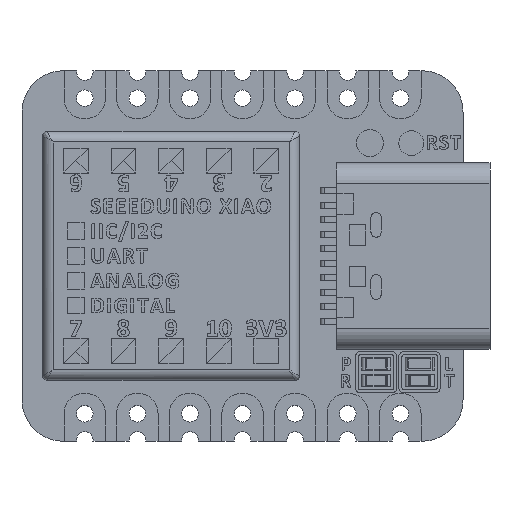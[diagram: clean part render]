
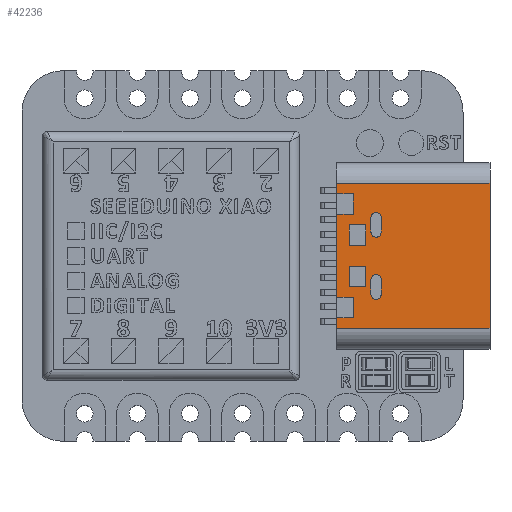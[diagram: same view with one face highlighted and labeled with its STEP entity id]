
A CAD part, top view. The second image highlights one B-rep face of the part: STEP entity #42236.
In plain terms, the highlighted face is planar.
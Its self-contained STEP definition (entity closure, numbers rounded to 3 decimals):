
#3217=FACE_BOUND('',#9261,.T.);
#3218=FACE_BOUND('',#9262,.T.);
#3219=FACE_BOUND('',#9263,.T.);
#3220=FACE_BOUND('',#9264,.T.);
#4686=CIRCLE('',#43774,0.25);
#4687=CIRCLE('',#43775,0.25);
#4688=CIRCLE('',#43776,0.25);
#4689=CIRCLE('',#43777,0.25);
#6810=FACE_OUTER_BOUND('',#9260,.T.);
#9260=EDGE_LOOP('',(#38354,#38355,#38356,#38357,#38358,#38359,#38360,#38361,
#38362,#38363,#38364,#38365));
#9261=EDGE_LOOP('',(#38366,#38367,#38368,#38369));
#9262=EDGE_LOOP('',(#38370,#38371,#38372,#38373));
#9263=EDGE_LOOP('',(#38374,#38375,#38376,#38377));
#9264=EDGE_LOOP('',(#38378,#38379,#38380,#38381));
#12881=LINE('',#116113,#16631);
#12886=LINE('',#116126,#16636);
#12890=LINE('',#116136,#16640);
#12896=LINE('',#116151,#16646);
#12898=LINE('',#116158,#16648);
#12900=LINE('',#116162,#16650);
#12901=LINE('',#116164,#16651);
#12902=LINE('',#116165,#16652);
#12903=LINE('',#116167,#16653);
#12904=LINE('',#116169,#16654);
#12905=LINE('',#116170,#16655);
#12906=LINE('',#116171,#16656);
#12907=LINE('',#116176,#16657);
#12908=LINE('',#116179,#16658);
#12909=LINE('',#116182,#16659);
#12910=LINE('',#116184,#16660);
#12911=LINE('',#116186,#16661);
#12912=LINE('',#116187,#16662);
#12913=LINE('',#116192,#16663);
#12914=LINE('',#116195,#16664);
#12915=LINE('',#116198,#16665);
#12916=LINE('',#116200,#16666);
#12917=LINE('',#116202,#16667);
#12918=LINE('',#116203,#16668);
#16631=VECTOR('',#50169,1000.);
#16636=VECTOR('',#50178,1000.);
#16640=VECTOR('',#50188,1000.);
#16646=VECTOR('',#50200,1000.);
#16648=VECTOR('',#50208,1000.);
#16650=VECTOR('',#50212,1000.);
#16651=VECTOR('',#50213,1000.);
#16652=VECTOR('',#50214,1000.);
#16653=VECTOR('',#50215,1000.);
#16654=VECTOR('',#50216,1000.);
#16655=VECTOR('',#50217,1000.);
#16656=VECTOR('',#50218,1000.);
#16657=VECTOR('',#50221,1000.);
#16658=VECTOR('',#50224,1000.);
#16659=VECTOR('',#50225,1000.);
#16660=VECTOR('',#50226,1000.);
#16661=VECTOR('',#50227,1000.);
#16662=VECTOR('',#50228,1000.);
#16663=VECTOR('',#50231,1000.);
#16664=VECTOR('',#50234,1000.);
#16665=VECTOR('',#50235,1000.);
#16666=VECTOR('',#50236,1000.);
#16667=VECTOR('',#50237,1000.);
#16668=VECTOR('',#50238,1000.);
#20747=VERTEX_POINT('',#116110);
#20748=VERTEX_POINT('',#116112);
#20753=VERTEX_POINT('',#116123);
#20754=VERTEX_POINT('',#116125);
#20756=VERTEX_POINT('',#116134);
#20757=VERTEX_POINT('',#116135);
#20761=VERTEX_POINT('',#116144);
#20763=VERTEX_POINT('',#116149);
#20766=VERTEX_POINT('',#116161);
#20767=VERTEX_POINT('',#116163);
#20768=VERTEX_POINT('',#116166);
#20769=VERTEX_POINT('',#116168);
#20770=VERTEX_POINT('',#116172);
#20771=VERTEX_POINT('',#116173);
#20772=VERTEX_POINT('',#116175);
#20773=VERTEX_POINT('',#116177);
#20774=VERTEX_POINT('',#116180);
#20775=VERTEX_POINT('',#116181);
#20776=VERTEX_POINT('',#116183);
#20777=VERTEX_POINT('',#116185);
#20778=VERTEX_POINT('',#116188);
#20779=VERTEX_POINT('',#116189);
#20780=VERTEX_POINT('',#116191);
#20781=VERTEX_POINT('',#116193);
#20782=VERTEX_POINT('',#116196);
#20783=VERTEX_POINT('',#116197);
#20784=VERTEX_POINT('',#116199);
#20785=VERTEX_POINT('',#116201);
#26662=EDGE_CURVE('',#20747,#20748,#12881,.T.);
#26669=EDGE_CURVE('',#20753,#20754,#12886,.T.);
#26674=EDGE_CURVE('',#20756,#20757,#12890,.T.);
#26682=EDGE_CURVE('',#20761,#20763,#12896,.T.);
#26686=EDGE_CURVE('',#20747,#20761,#12898,.T.);
#26688=EDGE_CURVE('',#20766,#20753,#12900,.T.);
#26689=EDGE_CURVE('',#20767,#20766,#12901,.T.);
#26690=EDGE_CURVE('',#20757,#20767,#12902,.T.);
#26691=EDGE_CURVE('',#20768,#20756,#12903,.T.);
#26692=EDGE_CURVE('',#20769,#20768,#12904,.T.);
#26693=EDGE_CURVE('',#20748,#20769,#12905,.T.);
#26694=EDGE_CURVE('',#20754,#20763,#12906,.T.);
#26695=EDGE_CURVE('',#20770,#20771,#4686,.T.);
#26696=EDGE_CURVE('',#20772,#20770,#12907,.T.);
#26697=EDGE_CURVE('',#20773,#20772,#4687,.T.);
#26698=EDGE_CURVE('',#20771,#20773,#12908,.T.);
#26699=EDGE_CURVE('',#20774,#20775,#12909,.T.);
#26700=EDGE_CURVE('',#20776,#20774,#12910,.T.);
#26701=EDGE_CURVE('',#20777,#20776,#12911,.T.);
#26702=EDGE_CURVE('',#20775,#20777,#12912,.T.);
#26703=EDGE_CURVE('',#20778,#20779,#4688,.T.);
#26704=EDGE_CURVE('',#20780,#20778,#12913,.T.);
#26705=EDGE_CURVE('',#20781,#20780,#4689,.T.);
#26706=EDGE_CURVE('',#20779,#20781,#12914,.T.);
#26707=EDGE_CURVE('',#20782,#20783,#12915,.T.);
#26708=EDGE_CURVE('',#20784,#20782,#12916,.T.);
#26709=EDGE_CURVE('',#20785,#20784,#12917,.T.);
#26710=EDGE_CURVE('',#20783,#20785,#12918,.T.);
#38354=ORIENTED_EDGE('',*,*,#26669,.F.);
#38355=ORIENTED_EDGE('',*,*,#26688,.F.);
#38356=ORIENTED_EDGE('',*,*,#26689,.F.);
#38357=ORIENTED_EDGE('',*,*,#26690,.F.);
#38358=ORIENTED_EDGE('',*,*,#26674,.F.);
#38359=ORIENTED_EDGE('',*,*,#26691,.F.);
#38360=ORIENTED_EDGE('',*,*,#26692,.F.);
#38361=ORIENTED_EDGE('',*,*,#26693,.F.);
#38362=ORIENTED_EDGE('',*,*,#26662,.F.);
#38363=ORIENTED_EDGE('',*,*,#26686,.T.);
#38364=ORIENTED_EDGE('',*,*,#26682,.T.);
#38365=ORIENTED_EDGE('',*,*,#26694,.F.);
#38366=ORIENTED_EDGE('',*,*,#26695,.F.);
#38367=ORIENTED_EDGE('',*,*,#26696,.F.);
#38368=ORIENTED_EDGE('',*,*,#26697,.F.);
#38369=ORIENTED_EDGE('',*,*,#26698,.F.);
#38370=ORIENTED_EDGE('',*,*,#26699,.F.);
#38371=ORIENTED_EDGE('',*,*,#26700,.F.);
#38372=ORIENTED_EDGE('',*,*,#26701,.F.);
#38373=ORIENTED_EDGE('',*,*,#26702,.F.);
#38374=ORIENTED_EDGE('',*,*,#26703,.F.);
#38375=ORIENTED_EDGE('',*,*,#26704,.F.);
#38376=ORIENTED_EDGE('',*,*,#26705,.F.);
#38377=ORIENTED_EDGE('',*,*,#26706,.F.);
#38378=ORIENTED_EDGE('',*,*,#26707,.F.);
#38379=ORIENTED_EDGE('',*,*,#26708,.F.);
#38380=ORIENTED_EDGE('',*,*,#26709,.F.);
#38381=ORIENTED_EDGE('',*,*,#26710,.F.);
#40025=PLANE('',#43773);
#42236=ADVANCED_FACE('',(#6810,#3217,#3218,#3219,#3220),#40025,.F.);
#43773=AXIS2_PLACEMENT_3D('',#116160,#50210,#50211);
#43774=AXIS2_PLACEMENT_3D('',#116174,#50219,#50220);
#43775=AXIS2_PLACEMENT_3D('',#116178,#50222,#50223);
#43776=AXIS2_PLACEMENT_3D('',#116190,#50229,#50230);
#43777=AXIS2_PLACEMENT_3D('',#116194,#50232,#50233);
#50169=DIRECTION('',(1.,0.,0.));
#50178=DIRECTION('',(1.,0.,0.));
#50188=DIRECTION('',(1.,0.,0.));
#50200=DIRECTION('',(1.,0.,0.));
#50208=DIRECTION('',(0.,0.,1.));
#50210=DIRECTION('center_axis',(0.,-1.,0.));
#50211=DIRECTION('ref_axis',(0.,0.,-1.));
#50212=DIRECTION('',(0.,0.,-1.));
#50213=DIRECTION('',(1.,0.,0.));
#50214=DIRECTION('',(0.,0.,1.));
#50215=DIRECTION('',(0.,0.,-1.));
#50216=DIRECTION('',(1.,0.,0.));
#50217=DIRECTION('',(0.,0.,1.));
#50218=DIRECTION('',(0.,0.,1.));
#50219=DIRECTION('center_axis',(0.,1.,0.));
#50220=DIRECTION('ref_axis',(0.,0.,1.));
#50221=DIRECTION('',(1.,0.,0.));
#50222=DIRECTION('center_axis',(0.,1.,0.));
#50223=DIRECTION('ref_axis',(0.,0.,1.));
#50224=DIRECTION('',(-1.,0.,0.));
#50225=DIRECTION('',(0.,0.,1.));
#50226=DIRECTION('',(-1.,0.,0.));
#50227=DIRECTION('',(0.,0.,-1.));
#50228=DIRECTION('',(1.,0.,0.));
#50229=DIRECTION('center_axis',(0.,1.,0.));
#50230=DIRECTION('ref_axis',(0.,0.,1.));
#50231=DIRECTION('',(1.,0.,0.));
#50232=DIRECTION('center_axis',(0.,1.,0.));
#50233=DIRECTION('ref_axis',(0.,0.,1.));
#50234=DIRECTION('',(-1.,0.,0.));
#50235=DIRECTION('',(0.,0.,-1.));
#50236=DIRECTION('',(1.,0.,0.));
#50237=DIRECTION('',(0.,0.,1.));
#50238=DIRECTION('',(-1.,0.,0.));
#116110=CARTESIAN_POINT('',(-3.5,4.5,4.55));
#116112=CARTESIAN_POINT('',(-3.,4.5,4.55));
#116113=CARTESIAN_POINT('',(-3.5,4.5,4.55));
#116123=CARTESIAN_POINT('',(3.,4.5,4.55));
#116125=CARTESIAN_POINT('',(3.5,4.5,4.55));
#116126=CARTESIAN_POINT('',(-3.5,4.5,4.55));
#116134=CARTESIAN_POINT('',(-2.,4.5,4.55));
#116135=CARTESIAN_POINT('',(2.,4.5,4.55));
#116136=CARTESIAN_POINT('',(-3.5,4.5,4.55));
#116144=CARTESIAN_POINT('',(-3.5,4.5,11.95));
#116149=CARTESIAN_POINT('',(3.5,4.5,11.95));
#116151=CARTESIAN_POINT('',(-3.5,4.5,11.95));
#116158=CARTESIAN_POINT('',(-3.5,4.5,4.55));
#116160=CARTESIAN_POINT('Origin',(-3.5,4.5,4.55));
#116161=CARTESIAN_POINT('',(3.,4.5,5.35));
#116162=CARTESIAN_POINT('',(3.,4.5,4.55));
#116163=CARTESIAN_POINT('',(2.,4.5,5.35));
#116164=CARTESIAN_POINT('',(2.,4.5,5.35));
#116165=CARTESIAN_POINT('',(2.,4.5,4.55));
#116166=CARTESIAN_POINT('',(-2.,4.5,5.35));
#116167=CARTESIAN_POINT('',(-2.,4.5,4.55));
#116168=CARTESIAN_POINT('',(-3.,4.5,5.35));
#116169=CARTESIAN_POINT('',(-2.,4.5,5.35));
#116170=CARTESIAN_POINT('',(-3.,4.5,4.55));
#116171=CARTESIAN_POINT('',(3.5,4.5,4.55));
#116172=CARTESIAN_POINT('',(-1.15,4.5,6.7));
#116173=CARTESIAN_POINT('',(-1.15,4.5,6.2));
#116174=CARTESIAN_POINT('Origin',(-1.15,4.5,6.45));
#116175=CARTESIAN_POINT('',(-1.85,4.5,6.7));
#116176=CARTESIAN_POINT('',(-1.85,4.5,6.7));
#116177=CARTESIAN_POINT('',(-1.85,4.5,6.2));
#116178=CARTESIAN_POINT('Origin',(-1.85,4.5,6.45));
#116179=CARTESIAN_POINT('',(-1.85,4.5,6.2));
#116180=CARTESIAN_POINT('',(-1.5,4.5,5.15));
#116181=CARTESIAN_POINT('',(-1.5,4.5,5.95));
#116182=CARTESIAN_POINT('',(-1.5,4.5,5.15));
#116183=CARTESIAN_POINT('',(-0.5,4.5,5.15));
#116184=CARTESIAN_POINT('',(-0.5,4.5,5.15));
#116185=CARTESIAN_POINT('',(-0.5,4.5,5.95));
#116186=CARTESIAN_POINT('',(-0.5,4.5,5.15));
#116187=CARTESIAN_POINT('',(-0.5,4.5,5.95));
#116188=CARTESIAN_POINT('',(1.85,4.5,6.7));
#116189=CARTESIAN_POINT('',(1.85,4.5,6.2));
#116190=CARTESIAN_POINT('Origin',(1.85,4.5,6.45));
#116191=CARTESIAN_POINT('',(1.15,4.5,6.7));
#116192=CARTESIAN_POINT('',(1.15,4.5,6.7));
#116193=CARTESIAN_POINT('',(1.15,4.5,6.2));
#116194=CARTESIAN_POINT('Origin',(1.15,4.5,6.45));
#116195=CARTESIAN_POINT('',(1.15,4.5,6.2));
#116196=CARTESIAN_POINT('',(1.5,4.5,5.95));
#116197=CARTESIAN_POINT('',(1.5,4.5,5.15));
#116198=CARTESIAN_POINT('',(1.5,4.5,5.15));
#116199=CARTESIAN_POINT('',(0.5,4.5,5.95));
#116200=CARTESIAN_POINT('',(0.5,4.5,5.95));
#116201=CARTESIAN_POINT('',(0.5,4.5,5.15));
#116202=CARTESIAN_POINT('',(0.5,4.5,5.15));
#116203=CARTESIAN_POINT('',(0.5,4.5,5.15));
